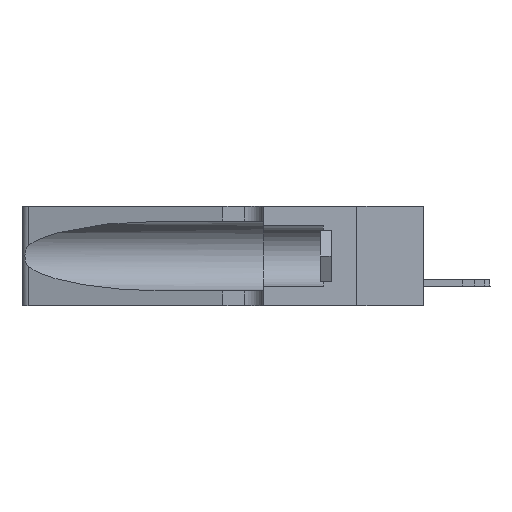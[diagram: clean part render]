
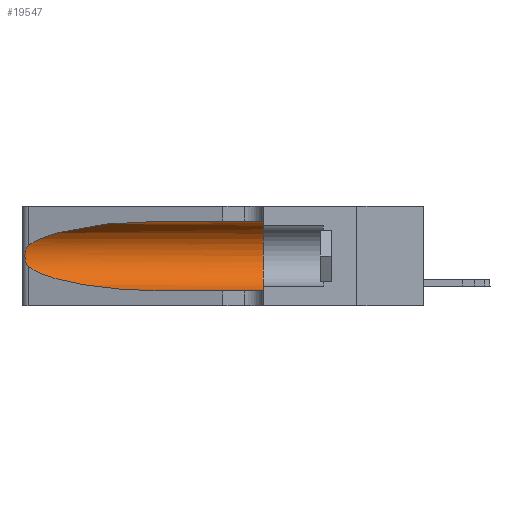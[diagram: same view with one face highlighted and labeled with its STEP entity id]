
A CAD part, left-side view. The second image highlights one B-rep face of the part: STEP entity #19547.
In plain terms, the highlighted cylindrical face has radius 3.308 mm (diameter 6.617 mm), a partial arc.
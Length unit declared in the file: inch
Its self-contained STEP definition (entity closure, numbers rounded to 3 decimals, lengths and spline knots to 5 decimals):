
#724 = EDGE_CURVE ( 'NONE', #6724, #18605, #1987, .T. ) ;
#892 = CARTESIAN_POINT ( 'NONE',  ( 0.1305, 0.72297, 0.31525 ) ) ;
#1811 = EDGE_CURVE ( 'NONE', #18605, #3945, #21920, .T. ) ;
#1832 = CARTESIAN_POINT ( 'NONE',  ( 0.25555, 1.22993, 0.14849 ) ) ;
#1912 = CARTESIAN_POINT ( 'NONE',  ( 0.26017, 1.23833, 0.17102 ) ) ;
#1987 = LINE ( 'NONE', #7948, #10141 ) ;
#2002 = EDGE_CURVE ( 'NONE', #6724, #17680, #7104, .T. ) ;
#2015 = AXIS2_PLACEMENT_3D ( 'NONE', #21625, #11998, #19781 ) ;
#2431 = CARTESIAN_POINT ( 'NONE',  ( 0.25787, 1.23484, 0.2124 ) ) ;
#3907 = EDGE_CURVE ( 'NONE', #17680, #11961, #19052, .T. ) ;
#3918 = CARTESIAN_POINT ( 'NONE',  ( 0.2373, 1.15595, 0.08982 ) ) ;
#3945 = VERTEX_POINT ( 'NONE', #18978 ) ;
#4171 = CARTESIAN_POINT ( 'NONE',  ( 0.25487, 1.22718, 0.22369 ) ) ;
#5806 = CARTESIAN_POINT ( 'NONE',  ( 0.25789, 1.23486, 0.15765 ) ) ;
#6724 = VERTEX_POINT ( 'NONE', #14121 ) ;
#7050 = ORIENTED_EDGE ( 'NONE', *, *, #3907, .T. ) ;
#7104 =( BOUNDED_CURVE ( )  B_SPLINE_CURVE ( 3, ( #892, #14431, #18306, #24133 ),
 .UNSPECIFIED., .F., .T. ) 
 B_SPLINE_CURVE_WITH_KNOTS ( ( 4, 4 ),
 ( 1.5708, 2.84003 ),
 .UNSPECIFIED. ) 
 CURVE ( )  GEOMETRIC_REPRESENTATION_ITEM ( )  RATIONAL_B_SPLINE_CURVE ( ( 1., 0.87, 0.87, 1. ) ) 
 REPRESENTATION_ITEM ( '' )  );
#7277 = EDGE_LOOP ( 'NONE', ( #9360, #7050, #21876, #12765, #24764, #13648 ) ) ;
#7948 = CARTESIAN_POINT ( 'NONE',  ( 0.1305, 1.61858, 0.31525 ) ) ;
#8098 = CARTESIAN_POINT ( 'NONE',  ( 0.25854, 1.2359, 0.20912 ) ) ;
#8306 = CARTESIAN_POINT ( 'NONE',  ( 0.25487, 1.22718, 0.14631 ) ) ;
#9360 = ORIENTED_EDGE ( 'NONE', *, *, #2002, .T. ) ;
#9697 = VECTOR ( 'NONE', #13245, 39.37008 ) ;
#9752 = VERTEX_POINT ( 'NONE', #23406 ) ;
#10141 = VECTOR ( 'NONE', #23580, 39.37008 ) ;
#10329 = CARTESIAN_POINT ( 'NONE',  ( 0.25487, 1.22718, 0.14631 ) ) ;
#10812 = CARTESIAN_POINT ( 'NONE',  ( 0.1305, 0.35, 0.31525 ) ) ;
#11671 = EDGE_CURVE ( 'NONE', #9752, #3945, #17287, .T. ) ;
#11859 = CARTESIAN_POINT ( 'NONE',  ( 0.25639, 1.23186, 0.15144 ) ) ;
#11961 = VERTEX_POINT ( 'NONE', #10329 ) ;
#11998 = DIRECTION ( 'NONE',  ( 0., -1., 0. ) ) ;
#12641 = CYLINDRICAL_SURFACE ( 'NONE', #2015, 0.13025 ) ;
#12765 = ORIENTED_EDGE ( 'NONE', *, *, #11671, .T. ) ;
#13245 = DIRECTION ( 'NONE',  ( 0., -1., 0. ) ) ;
#13617 = CARTESIAN_POINT ( 'NONE',  ( 0.1305, 0.35, 0.185 ) ) ;
#13648 = ORIENTED_EDGE ( 'NONE', *, *, #724, .F. ) ;
#13734 = CARTESIAN_POINT ( 'NONE',  ( 0.25856, 1.23593, 0.16098 ) ) ;
#14121 = CARTESIAN_POINT ( 'NONE',  ( 0.1305, 0.72297, 0.31525 ) ) ;
#14431 = CARTESIAN_POINT ( 'NONE',  ( 0.18966, 0.96281, 0.31525 ) ) ;
#15821 = CARTESIAN_POINT ( 'NONE',  ( 0.25639, 1.23184, 0.21858 ) ) ;
#15902 = CARTESIAN_POINT ( 'NONE',  ( 0.25555, 1.22994, 0.2215 ) ) ;
#17287 = LINE ( 'NONE', #22993, #9697 ) ;
#17508 = DIRECTION ( 'NONE',  ( 0., 1., 0. ) ) ;
#17680 = VERTEX_POINT ( 'NONE', #4171 ) ;
#17811 = FACE_OUTER_BOUND ( 'NONE', #7277, .T. ) ;
#17837 = CARTESIAN_POINT ( 'NONE',  ( 0.25487, 1.22718, 0.22369 ) ) ;
#17953 = CARTESIAN_POINT ( 'NONE',  ( 0.18966, 0.96281, 0.05475 ) ) ;
#17997 = CARTESIAN_POINT ( 'NONE',  ( 0.26018, 1.23835, 0.19895 ) ) ;
#18306 = CARTESIAN_POINT ( 'NONE',  ( 0.2373, 1.15595, 0.28018 ) ) ;
#18605 = VERTEX_POINT ( 'NONE', #10812 ) ;
#18978 = CARTESIAN_POINT ( 'NONE',  ( 0.1305, 0.35, 0.05475 ) ) ;
#19052 = B_SPLINE_CURVE_WITH_KNOTS ( 'NONE', 3,
 ( #17837, #15902, #15821, #2431, #8098, #17997, #21861, #20011, #1912, #13734, #5806, #11859, #1832, #23292 ),
 .UNSPECIFIED., .F., .F.,
 ( 4, 2, 2, 2, 2, 2, 4 ),
 ( 0., 0.00027, 0.00053, 0.00107, 0.0016, 0.00187, 0.00214 ),
 .UNSPECIFIED. ) ;
#19547 = ADVANCED_FACE ( 'NONE', ( #17811 ), #12641, .F. ) ;
#19781 = DIRECTION ( 'NONE',  ( 0., 0., -1. ) ) ;
#20011 = CARTESIAN_POINT ( 'NONE',  ( 0.26075, 1.23896, 0.178 ) ) ;
#21595 =( BOUNDED_CURVE ( )  B_SPLINE_CURVE ( 3, ( #8306, #3918, #17953, #23274 ),
 .UNSPECIFIED., .F., .F. ) 
 B_SPLINE_CURVE_WITH_KNOTS ( ( 4, 4 ),
 ( 3.44316, 4.71239 ),
 .UNSPECIFIED. ) 
 CURVE ( )  GEOMETRIC_REPRESENTATION_ITEM ( )  RATIONAL_B_SPLINE_CURVE ( ( 1., 0.87, 0.87, 1. ) ) 
 REPRESENTATION_ITEM ( '' )  );
#21625 = CARTESIAN_POINT ( 'NONE',  ( 0.1305, 1.61858, 0.185 ) ) ;
#21861 = CARTESIAN_POINT ( 'NONE',  ( 0.26075, 1.23896, 0.19203 ) ) ;
#21876 = ORIENTED_EDGE ( 'NONE', *, *, #24412, .T. ) ;
#21920 = CIRCLE ( 'NONE', #23481, 0.13025 ) ;
#22993 = CARTESIAN_POINT ( 'NONE',  ( 0.1305, 1.61858, 0.05475 ) ) ;
#23274 = CARTESIAN_POINT ( 'NONE',  ( 0.1305, 0.72297, 0.05475 ) ) ;
#23292 = CARTESIAN_POINT ( 'NONE',  ( 0.25487, 1.22718, 0.14631 ) ) ;
#23406 = CARTESIAN_POINT ( 'NONE',  ( 0.1305, 0.72297, 0.05475 ) ) ;
#23410 = DIRECTION ( 'NONE',  ( 0., 0., 1. ) ) ;
#23481 = AXIS2_PLACEMENT_3D ( 'NONE', #13617, #17508, #23410 ) ;
#23580 = DIRECTION ( 'NONE',  ( 0., -1., 0. ) ) ;
#24133 = CARTESIAN_POINT ( 'NONE',  ( 0.25487, 1.22718, 0.22369 ) ) ;
#24412 = EDGE_CURVE ( 'NONE', #11961, #9752, #21595, .T. ) ;
#24764 = ORIENTED_EDGE ( 'NONE', *, *, #1811, .F. ) ;
